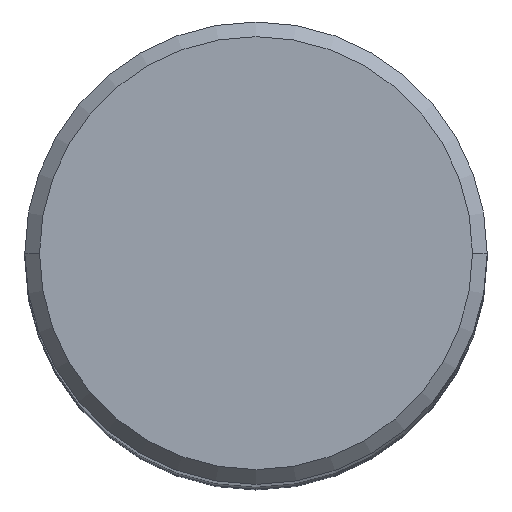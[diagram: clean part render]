
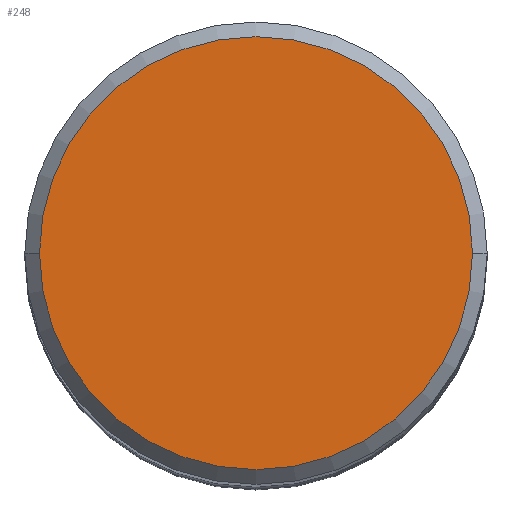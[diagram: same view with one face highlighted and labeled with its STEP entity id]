
A CAD part, top view. The second image highlights one B-rep face of the part: STEP entity #248.
In plain terms, the highlighted planar face has unit normal (0, 0, 1).
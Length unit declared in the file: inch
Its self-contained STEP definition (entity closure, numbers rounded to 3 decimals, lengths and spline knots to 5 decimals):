
#10 = DIRECTION ( 'NONE',  ( -1., 0., 0. ) ) ;
#13 = AXIS2_PLACEMENT_3D ( 'NONE', #432, #486, #10 ) ;
#62 = VERTEX_POINT ( 'NONE', #163 ) ;
#100 = CIRCLE ( 'NONE', #418, 0.29495 ) ;
#163 = CARTESIAN_POINT ( 'NONE',  ( -0.29495, 0., 0. ) ) ;
#175 = DIRECTION ( 'NONE',  ( 0., 0., 1. ) ) ;
#211 = PLANE ( 'NONE',  #13 ) ;
#219 = EDGE_LOOP ( 'NONE', ( #450, #510 ) ) ;
#224 = CIRCLE ( 'NONE', #253, 0.29495 ) ;
#246 = DIRECTION ( 'NONE',  ( 1., 0., 0. ) ) ;
#248 = ADVANCED_FACE ( 'NONE', ( #341 ), #211, .F. ) ;
#253 = AXIS2_PLACEMENT_3D ( 'NONE', #520, #175, #438 ) ;
#271 = EDGE_CURVE ( 'NONE', #62, #439, #224, .T. ) ;
#341 = FACE_OUTER_BOUND ( 'NONE', #219, .T. ) ;
#371 = EDGE_CURVE ( 'NONE', #439, #62, #100, .T. ) ;
#418 = AXIS2_PLACEMENT_3D ( 'NONE', #508, #434, #246 ) ;
#432 = CARTESIAN_POINT ( 'NONE',  ( 0., 0.29495, 0. ) ) ;
#434 = DIRECTION ( 'NONE',  ( 0., 0., 1. ) ) ;
#438 = DIRECTION ( 'NONE',  ( 1., 0., 0. ) ) ;
#439 = VERTEX_POINT ( 'NONE', #559 ) ;
#450 = ORIENTED_EDGE ( 'NONE', *, *, #271, .T. ) ;
#486 = DIRECTION ( 'NONE',  ( 0., 0., -1. ) ) ;
#508 = CARTESIAN_POINT ( 'NONE',  ( 0., 0., 0. ) ) ;
#510 = ORIENTED_EDGE ( 'NONE', *, *, #371, .T. ) ;
#520 = CARTESIAN_POINT ( 'NONE',  ( 0., 0., 0. ) ) ;
#559 = CARTESIAN_POINT ( 'NONE',  ( 0.29495, 0., 0. ) ) ;
